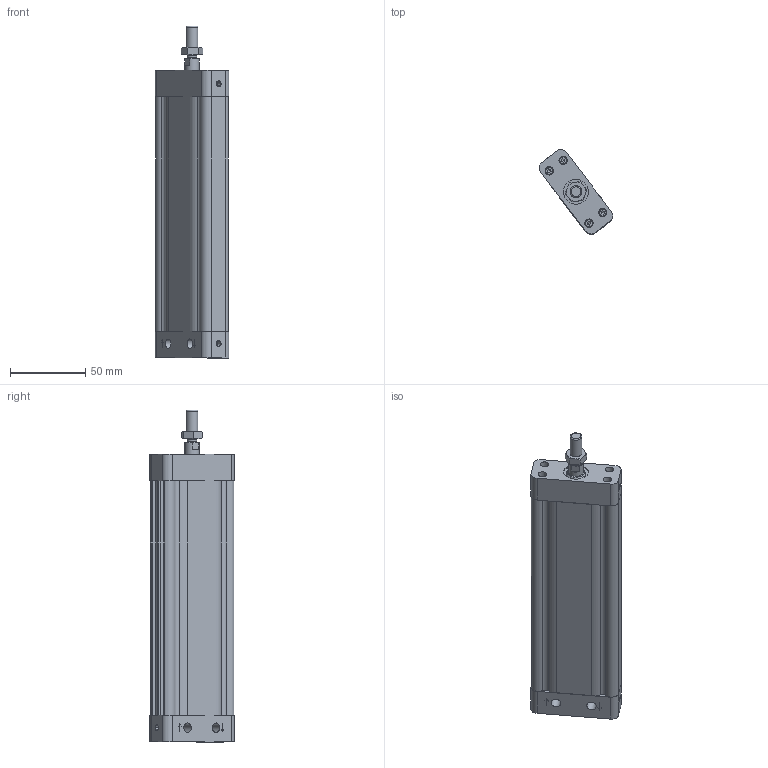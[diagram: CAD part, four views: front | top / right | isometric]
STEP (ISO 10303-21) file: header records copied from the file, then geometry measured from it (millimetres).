
FILE_DESCRIPTION(/* description */ (''),/* implementation_level */ '2;1');
FILE_NAME(/* name */ '2025-00AB-05.00 OVLPRO-025 MALE ROD SIDE PORTED.stp',/* time_stamp */ '2018-06-21T10:02:50-05:00',/* author */ ('ZachH'),/* organization */ (''),/* preprocessor_version */ 'ST-DEVELOPER v16.5',/* originating_system */ 'Autodesk Inventor 2017',/* authorisation */ '');
FILE_SCHEMA (('AUTOMOTIVE_DESIGN { 1 0 10303 214 3 1 1 }'));
Length unit declared in the file: inch
Products named in the file (15): 2025-00AB-05.00 OVLPRO-025 MALE ROD SIDE PORTED; 2025-4000-05.00 OVLPRO-025 EXTRUSION; 2025-4001 HEAD PRIMARY OVLPRO-025 TEST-3; 2025-4002 OVLPRO-025 END CAP; 2025-4004 OVLPRO-025 CUSHION TUBE; 2025-4003 OVLPRO-025 PISTON; 2025-4005-05.00 OVLPRO-025 ROD MALE .312-24; WASHER OVLPRO-025 ROD .25 X .500; NUT NYLON JAM .312-24; 2025-1008 BEARING BRONZE OVLPRO-025; 2025-1002 SEAL - WIPER OVLPRO-025; O-RING -010 RADIAL SQUEEZE; ANSI B18.3 - No. 5 - 40 UNC - 5/8 HS HCS; Unbrako - No. 10 x 0.19; ANSI B18.2.2 - 5/16 - 24
Assembly tree (24 placements, depth 2):
  2025-00AB-05.00 OVLPRO-025 MALE ROD SIDE PORTED
    2025-4000-05.00 OVLPRO-025 EXTRUSION
    2025-4001 HEAD PRIMARY OVLPRO-025 TEST-3
    2025-4002 OVLPRO-025 END CAP
    2025-4004 OVLPRO-025 CUSHION TUBE  x2
    2025-4003 OVLPRO-025 PISTON
    2025-4005-05.00 OVLPRO-025 ROD MALE .312-24
    WASHER OVLPRO-025 ROD .25 X .500
    NUT NYLON JAM .312-24
    2025-1008 BEARING BRONZE OVLPRO-025
    2025-1002 SEAL - WIPER OVLPRO-025
    O-RING -010 RADIAL SQUEEZE
    ANSI B18.3 - No. 5 - 40 UNC - 5/8 HS HCS  x8
    Unbrako - No. 10 x 0.19  x3
    ANSI B18.2.2 - 5/16 - 24
Bounding box: 48.9 x 56.02 x 220.9 mm (x, y, z)
Volume: 155596.8 mm3; surface area: 79652 mm2
Topology: 24 solids, 24 shells, 524 faces, 1158 edges, 726 vertices
Faces by surface type: plane 264, cylinder 147, cone 61, torus 50, bspline 2
Full cylindrical faces by diameter (mm): 1.524 x2, 3.048 x2, 3.175 x10, 3.581 x9, 3.962 x3, 4.826 x3, 5.004 x2, 5.207 x8, 5.359 x6, 5.367 x1, 5.563 x10, 5.613 x1, 6.248 x2, 6.35 x4, 6.502 x2, 6.528 x1, 6.782 x1, 6.883 x1, 6.909 x1, 7.01 x2, 7.137 x1, 7.805 x1, 7.925 x1, 8.92 x1, 9.042 x2, 9.5 x2, 9.576 x1, 9.601 x1, 9.652 x1, 9.931 x1
Entity records: 10819 total; most frequent: CARTESIAN_POINT 2288, DIRECTION 1768, ORIENTED_EDGE 1420, AXIS2_PLACEMENT_3D 728, EDGE_CURVE 710, EDGE_LOOP 582, VERTEX_POINT 518, FACE_OUTER_BOUND 374
